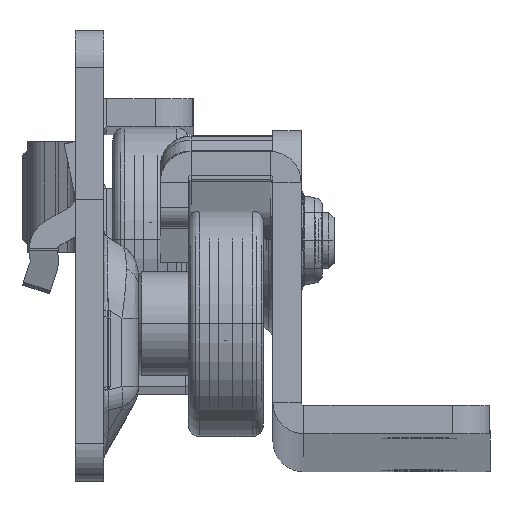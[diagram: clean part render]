
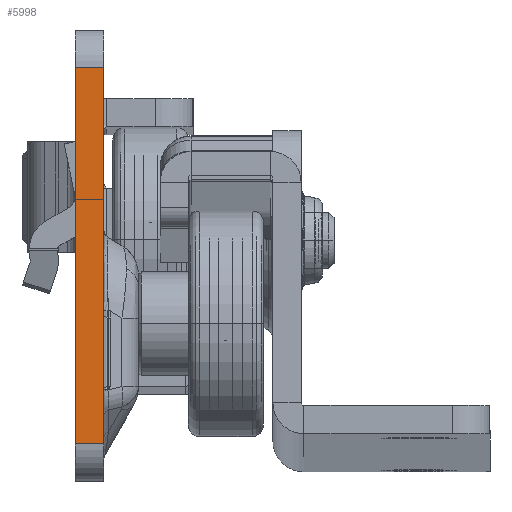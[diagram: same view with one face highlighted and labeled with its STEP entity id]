
A CAD part, top view. The second image highlights one B-rep face of the part: STEP entity #5998.
In plain terms, the highlighted planar face has unit normal (0, 0, 1).
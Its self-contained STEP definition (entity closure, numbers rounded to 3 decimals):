
#820 = ORIENTED_EDGE ( 'NONE', *, *, #17499, .F. ) ;
#990 = VECTOR ( 'NONE', #17259, 1000. ) ;
#2108 = LINE ( 'NONE', #10774, #17405 ) ;
#3169 = ORIENTED_EDGE ( 'NONE', *, *, #23476, .T. ) ;
#5063 = CARTESIAN_POINT ( 'NONE',  ( -3., -21.7, 0. ) ) ;
#5175 = LINE ( 'NONE', #22623, #9765 ) ;
#5998 = ADVANCED_FACE ( 'NONE', ( #15882 ), #6881, .T. ) ;
#6881 = PLANE ( 'NONE',  #16345 ) ;
#8634 = CARTESIAN_POINT ( 'NONE',  ( -3., -29.094, 0. ) ) ;
#9765 = VECTOR ( 'NONE', #27014, 1000. ) ;
#9971 = DIRECTION ( 'NONE',  ( 1., 0., 0. ) ) ;
#10774 = CARTESIAN_POINT ( 'NONE',  ( 0., -29.094, 0. ) ) ;
#12718 = ORIENTED_EDGE ( 'NONE', *, *, #24260, .F. ) ;
#13150 = VERTEX_POINT ( 'NONE', #26000 ) ;
#13348 = ORIENTED_EDGE ( 'NONE', *, *, #16227, .T. ) ;
#13473 = DIRECTION ( 'NONE',  ( 1., 0., 0. ) ) ;
#14105 = VERTEX_POINT ( 'NONE', #5063 ) ;
#14171 = VERTEX_POINT ( 'NONE', #20094 ) ;
#14199 = CARTESIAN_POINT ( 'NONE',  ( -3., 18.3, 0. ) ) ;
#15617 = DIRECTION ( 'NONE',  ( 0., 0., 1. ) ) ;
#15882 = FACE_OUTER_BOUND ( 'NONE', #27416, .T. ) ;
#16227 = EDGE_CURVE ( 'NONE', #14105, #14171, #23298, .T. ) ;
#16235 = VERTEX_POINT ( 'NONE', #14199 ) ;
#16345 = AXIS2_PLACEMENT_3D ( 'NONE', #26568, #15617, #13473 ) ;
#17259 = DIRECTION ( 'NONE',  ( 0., -1., 0. ) ) ;
#17405 = VECTOR ( 'NONE', #19426, 1000. ) ;
#17499 = EDGE_CURVE ( 'NONE', #16235, #13150, #5175, .T. ) ;
#19426 = DIRECTION ( 'NONE',  ( 0., -1., 0. ) ) ;
#19972 = LINE ( 'NONE', #8634, #990 ) ;
#20094 = CARTESIAN_POINT ( 'NONE',  ( 0., -21.7, 0. ) ) ;
#22623 = CARTESIAN_POINT ( 'NONE',  ( -3., 18.3, 0. ) ) ;
#23298 = LINE ( 'NONE', #27391, #25057 ) ;
#23476 = EDGE_CURVE ( 'NONE', #16235, #14105, #19972, .T. ) ;
#24260 = EDGE_CURVE ( 'NONE', #13150, #14171, #2108, .T. ) ;
#25057 = VECTOR ( 'NONE', #9971, 1000. ) ;
#26000 = CARTESIAN_POINT ( 'NONE',  ( 0., 18.3, 0. ) ) ;
#26568 = CARTESIAN_POINT ( 'NONE',  ( -3., -29.094, 0. ) ) ;
#27014 = DIRECTION ( 'NONE',  ( 1., 0., 0. ) ) ;
#27391 = CARTESIAN_POINT ( 'NONE',  ( -122.719, -21.7, 0. ) ) ;
#27416 = EDGE_LOOP ( 'NONE', ( #12718, #820, #3169, #13348 ) ) ;
